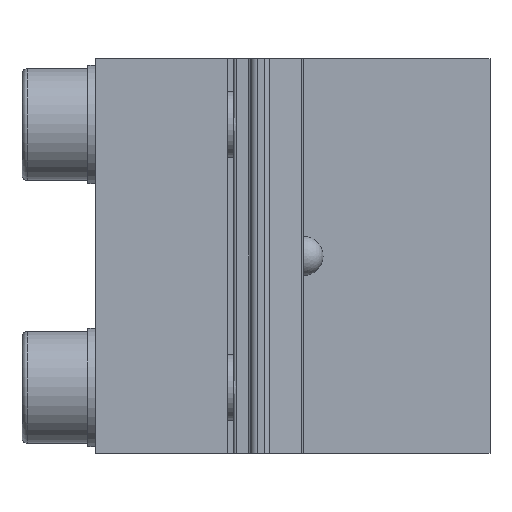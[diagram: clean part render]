
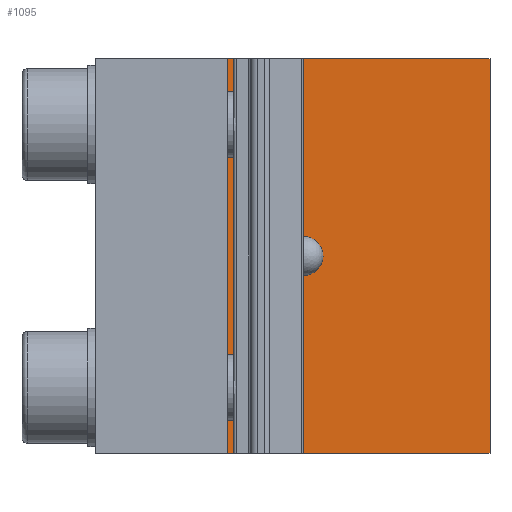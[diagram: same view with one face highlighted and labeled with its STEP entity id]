
A CAD part, left-side view. The second image highlights one B-rep face of the part: STEP entity #1095.
In plain terms, the highlighted planar face has unit normal (-1, 0, 0).
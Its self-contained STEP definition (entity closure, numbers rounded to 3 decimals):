
#158=CARTESIAN_POINT('',(1.299,-15.925,0.0));
#159=VERTEX_POINT('',#158);
#166=CARTESIAN_POINT('',(1.299,4.075,0.0));
#167=VERTEX_POINT('',#166);
#168=CARTESIAN_POINT('',(1.299,-15.925,0.0));
#169=DIRECTION('',(0.0,1.0,0.0));
#170=VECTOR('',#169,20.);
#171=LINE('',#168,#170);
#172=EDGE_CURVE('',#159,#167,#171,.T.);
#670=CARTESIAN_POINT('',(1.299,4.075,30.0));
#671=VERTEX_POINT('',#670);
#678=CARTESIAN_POINT('',(1.299,-15.925,30.0));
#679=VERTEX_POINT('',#678);
#680=CARTESIAN_POINT('',(1.299,-15.925,30.0));
#681=DIRECTION('',(0.0,1.0,0.0));
#682=VECTOR('',#681,20.);
#683=LINE('',#680,#682);
#684=EDGE_CURVE('',#679,#671,#683,.T.);
#1068=CARTESIAN_POINT('',(1.299,-15.925,0.0));
#1069=DIRECTION('',(0.0,0.0,1.0));
#1070=VECTOR('',#1069,30.0);
#1071=LINE('',#1068,#1070);
#1072=EDGE_CURVE('',#159,#679,#1071,.T.);
#1079=CARTESIAN_POINT('',(1.299,-15.925,0.0));
#1080=DIRECTION('',(-1.0,0.0,0.0));
#1081=DIRECTION('',(0.0,0.0,1.0));
#1082=AXIS2_PLACEMENT_3D('',#1079,#1080,#1081);
#1083=PLANE('',#1082);
#1084=ORIENTED_EDGE('',*,*,#684,.T.);
#1085=CARTESIAN_POINT('',(1.299,4.075,0.0));
#1086=DIRECTION('',(0.0,0.0,1.0));
#1087=VECTOR('',#1086,30.0);
#1088=LINE('',#1085,#1087);
#1089=EDGE_CURVE('',#167,#671,#1088,.T.);
#1090=ORIENTED_EDGE('',*,*,#1089,.F.);
#1091=ORIENTED_EDGE('',*,*,#172,.F.);
#1092=ORIENTED_EDGE('',*,*,#1072,.T.);
#1093=EDGE_LOOP('',(#1084,#1090,#1091,#1092));
#1094=FACE_OUTER_BOUND('',#1093,.T.);
#1095=ADVANCED_FACE('',(#1094),#1083,.T.);
